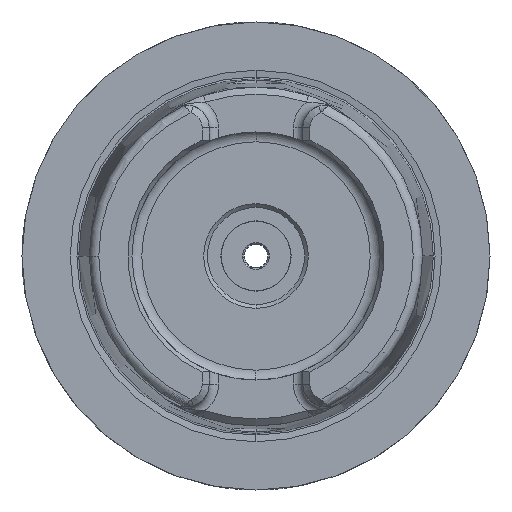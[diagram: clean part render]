
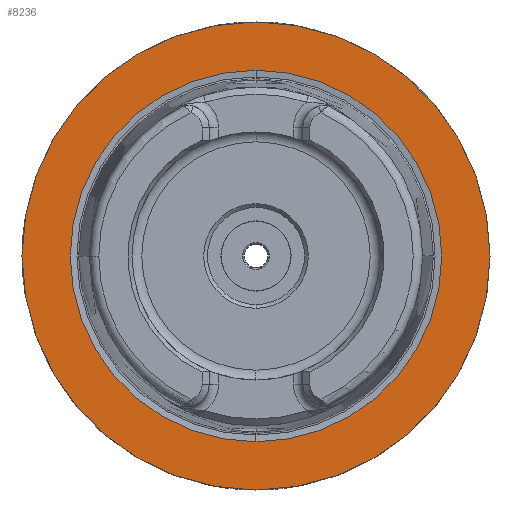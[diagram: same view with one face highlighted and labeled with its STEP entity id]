
A CAD part, left-side view. The second image highlights one B-rep face of the part: STEP entity #8236.
In plain terms, the highlighted planar face has unit normal (-1, 0, 0).
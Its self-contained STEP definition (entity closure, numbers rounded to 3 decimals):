
#800 = DIRECTION ( 'NONE',  ( -1., 0., 0. ) ) ;
#1189 = CARTESIAN_POINT ( 'NONE',  ( 0., 0., -50. ) ) ;
#1198 = AXIS2_PLACEMENT_3D ( 'NONE', #2206, #11194, #3487 ) ;
#1294 = AXIS2_PLACEMENT_3D ( 'NONE', #11550, #3840, #12856 ) ;
#1478 = AXIS2_PLACEMENT_3D ( 'NONE', #6053, #15069, #7329 ) ;
#1492 = AXIS2_PLACEMENT_3D ( 'NONE', #15252, #7515, #16537 ) ;
#1601 = VERTEX_POINT ( 'NONE', #1189 ) ;
#1714 = ORIENTED_EDGE ( 'NONE', *, *, #5186, .F. ) ;
#1912 = CIRCLE ( 'NONE', #1478, 50. ) ;
#2014 = VERTEX_POINT ( 'NONE', #11725 ) ;
#2132 = EDGE_LOOP ( 'NONE', ( #4402, #3978 ) ) ;
#2206 = CARTESIAN_POINT ( 'NONE',  ( 0., 0., 0. ) ) ;
#3487 = DIRECTION ( 'NONE',  ( 0., 0., 1. ) ) ;
#3840 = DIRECTION ( 'NONE',  ( 1., 0., 0. ) ) ;
#3978 = ORIENTED_EDGE ( 'NONE', *, *, #4132, .T. ) ;
#4132 = EDGE_CURVE ( 'NONE', #1601, #2014, #1912, .T. ) ;
#4402 = ORIENTED_EDGE ( 'NONE', *, *, #15427, .T. ) ;
#5186 = EDGE_CURVE ( 'NONE', #11730, #16662, #16152, .T. ) ;
#5517 = AXIS2_PLACEMENT_3D ( 'NONE', #8498, #800, #9780 ) ;
#6053 = CARTESIAN_POINT ( 'NONE',  ( 0., 0., 0. ) ) ;
#7213 = CARTESIAN_POINT ( 'NONE',  ( 0., 0., -39.682 ) ) ;
#7329 = DIRECTION ( 'NONE',  ( 0., 0., 1. ) ) ;
#7515 = DIRECTION ( 'NONE',  ( -1., 0., 0. ) ) ;
#8236 = ADVANCED_FACE ( 'NONE', ( #15372, #11961 ), #16608, .F. ) ;
#8498 = CARTESIAN_POINT ( 'NONE',  ( 0., 0., 0. ) ) ;
#8773 = EDGE_CURVE ( 'NONE', #16662, #11730, #11685, .T. ) ;
#9475 = CARTESIAN_POINT ( 'NONE',  ( 0., 0., 39.682 ) ) ;
#9780 = DIRECTION ( 'NONE',  ( 0., 0., 1. ) ) ;
#10401 = EDGE_LOOP ( 'NONE', ( #12788, #1714 ) ) ;
#11194 = DIRECTION ( 'NONE',  ( -1., 0., 0. ) ) ;
#11550 = CARTESIAN_POINT ( 'NONE',  ( 0., 0., 0. ) ) ;
#11685 = CIRCLE ( 'NONE', #1198, 39.682 ) ;
#11725 = CARTESIAN_POINT ( 'NONE',  ( 0., 0., 50. ) ) ;
#11730 = VERTEX_POINT ( 'NONE', #7213 ) ;
#11961 = FACE_BOUND ( 'NONE', #10401, .T. ) ;
#12788 = ORIENTED_EDGE ( 'NONE', *, *, #8773, .F. ) ;
#12856 = DIRECTION ( 'NONE',  ( 0., 0., -1. ) ) ;
#14576 = CIRCLE ( 'NONE', #1492, 50. ) ;
#15069 = DIRECTION ( 'NONE',  ( -1., 0., 0. ) ) ;
#15252 = CARTESIAN_POINT ( 'NONE',  ( 0., 0., 0. ) ) ;
#15372 = FACE_OUTER_BOUND ( 'NONE', #2132, .T. ) ;
#15427 = EDGE_CURVE ( 'NONE', #2014, #1601, #14576, .T. ) ;
#16152 = CIRCLE ( 'NONE', #5517, 39.682 ) ;
#16537 = DIRECTION ( 'NONE',  ( 0., 0., 1. ) ) ;
#16608 = PLANE ( 'NONE',  #1294 ) ;
#16662 = VERTEX_POINT ( 'NONE', #9475 ) ;
